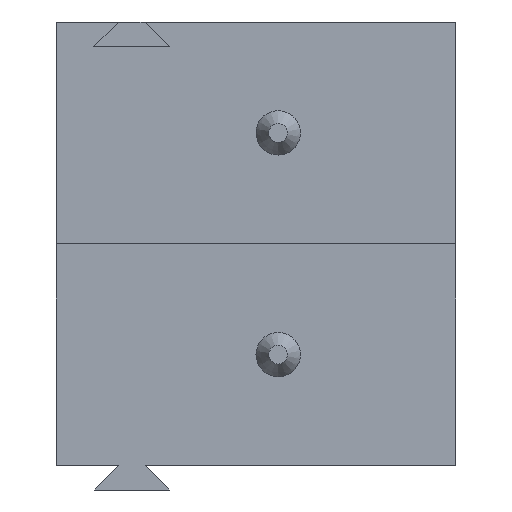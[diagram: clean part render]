
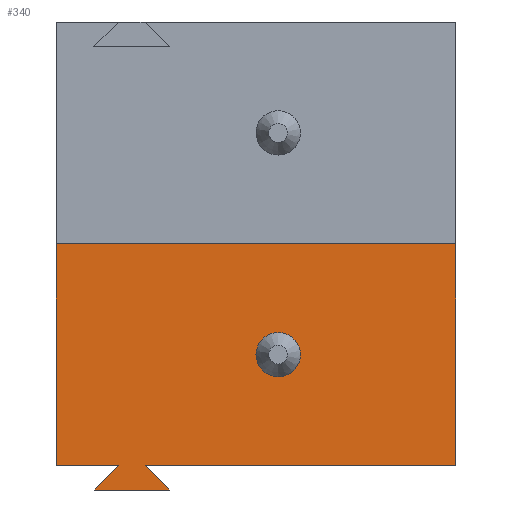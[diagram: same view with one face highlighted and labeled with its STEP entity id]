
A CAD part, front view. The second image highlights one B-rep face of the part: STEP entity #340.
In plain terms, the highlighted planar face has unit normal (0, -1, 0).
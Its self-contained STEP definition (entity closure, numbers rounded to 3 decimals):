
#340 = ADVANCED_FACE( '', ( #716, #717 ), #718, .T. );
#716 = FACE_OUTER_BOUND( '', #1112, .T. );
#717 = FACE_BOUND( '', #1113, .T. );
#718 = PLANE( '', #1114 );
#1112 = EDGE_LOOP( '', ( #1933, #1934, #1935, #1936, #1937, #1938, #1939, #1940 ) );
#1113 = EDGE_LOOP( '', ( #1941 ) );
#1114 = AXIS2_PLACEMENT_3D( '', #1942, #1943, #1944 );
#1933 = ORIENTED_EDGE( '', *, *, #2589, .T. );
#1934 = ORIENTED_EDGE( '', *, *, #2577, .T. );
#1935 = ORIENTED_EDGE( '', *, *, #2542, .T. );
#1936 = ORIENTED_EDGE( '', *, *, #2290, .F. );
#1937 = ORIENTED_EDGE( '', *, *, #2590, .T. );
#1938 = ORIENTED_EDGE( '', *, *, #2591, .T. );
#1939 = ORIENTED_EDGE( '', *, *, #2540, .T. );
#1940 = ORIENTED_EDGE( '', *, *, #2275, .F. );
#1941 = ORIENTED_EDGE( '', *, *, #2370, .F. );
#1942 = CARTESIAN_POINT( '', ( -9., 0., 5. ) );
#1943 = DIRECTION( '', ( 0., -1., 0. ) );
#1944 = DIRECTION( '', ( 0., 0., -1. ) );
#2275 = EDGE_CURVE( '', #2687, #2688, #2689, .T. );
#2290 = EDGE_CURVE( '', #2714, #2709, #2716, .T. );
#2370 = EDGE_CURVE( '', #2855, #2855, #2856, .T. );
#2540 = EDGE_CURVE( '', #3107, #2688, #3108, .T. );
#2542 = EDGE_CURVE( '', #3110, #2709, #3111, .T. );
#2577 = EDGE_CURVE( '', #3154, #3110, #3156, .T. );
#2589 = EDGE_CURVE( '', #2687, #3154, #3172, .T. );
#2590 = EDGE_CURVE( '', #2714, #3173, #3174, .T. );
#2591 = EDGE_CURVE( '', #3173, #3107, #3175, .T. );
#2687 = VERTEX_POINT( '', #3285 );
#2688 = VERTEX_POINT( '', #3286 );
#2689 = LINE( '', #3287, #3288 );
#2709 = VERTEX_POINT( '', #3315 );
#2714 = VERTEX_POINT( '', #3322 );
#2716 = LINE( '', #3325, #3326 );
#2855 = VERTEX_POINT( '', #3520 );
#2856 = CIRCLE( '', #3521, 0.5 );
#3107 = VERTEX_POINT( '', #3883 );
#3108 = LINE( '', #3884, #3885 );
#3110 = VERTEX_POINT( '', #3888 );
#3111 = LINE( '', #3889, #3890 );
#3154 = VERTEX_POINT( '', #3950 );
#3156 = LINE( '', #3953, #3954 );
#3172 = LINE( '', #3976, #3977 );
#3173 = VERTEX_POINT( '', #3978 );
#3174 = LINE( '', #3979, #3980 );
#3175 = LINE( '', #3981, #3982 );
#3285 = CARTESIAN_POINT( '', ( 0., 0., 0. ) );
#3286 = CARTESIAN_POINT( '', ( 0., 0., -5. ) );
#3287 = CARTESIAN_POINT( '', ( 0., 0., 10. ) );
#3288 = VECTOR( '', #4094, 1000. );
#3315 = CARTESIAN_POINT( '', ( -7.6, 0., -5. ) );
#3322 = CARTESIAN_POINT( '', ( -8.15, 0., -5.55 ) );
#3325 = CARTESIAN_POINT( '', ( -8.15, 0., -5.55 ) );
#3326 = VECTOR( '', #4111, 1000. );
#3520 = CARTESIAN_POINT( '', ( -4., 0., -3. ) );
#3521 = AXIS2_PLACEMENT_3D( '', #4194, #4195, #4196 );
#3883 = CARTESIAN_POINT( '', ( -7., 0., -5. ) );
#3884 = CARTESIAN_POINT( '', ( 9.524, 0., -5. ) );
#3885 = VECTOR( '', #4356, 1000. );
#3888 = CARTESIAN_POINT( '', ( -9., 0., -5. ) );
#3889 = CARTESIAN_POINT( '', ( 9.524, 0., -5. ) );
#3890 = VECTOR( '', #4358, 1000. );
#3950 = CARTESIAN_POINT( '', ( -9., 0., 0. ) );
#3953 = CARTESIAN_POINT( '', ( -9., 0., 10. ) );
#3954 = VECTOR( '', #4386, 1000. );
#3976 = CARTESIAN_POINT( '', ( -78.426, 0., 0. ) );
#3977 = VECTOR( '', #4399, 1000. );
#3978 = CARTESIAN_POINT( '', ( -6.45, 0., -5.55 ) );
#3979 = CARTESIAN_POINT( '', ( -8.15, 0., -5.55 ) );
#3980 = VECTOR( '', #4400, 1000. );
#3981 = CARTESIAN_POINT( '', ( -6.45, 0., -5.55 ) );
#3982 = VECTOR( '', #4401, 1000. );
#4094 = DIRECTION( '', ( 0., 0., -1. ) );
#4111 = DIRECTION( '', ( 0.707, 0., 0.707 ) );
#4194 = CARTESIAN_POINT( '', ( -4., 0., -2.5 ) );
#4195 = DIRECTION( '', ( 0., -1., 0. ) );
#4196 = DIRECTION( '', ( 0., 0., -1. ) );
#4356 = DIRECTION( '', ( 1., 0., 0. ) );
#4358 = DIRECTION( '', ( 1., 0., 0. ) );
#4386 = DIRECTION( '', ( 0., 0., -1. ) );
#4399 = DIRECTION( '', ( -1., 0., 0. ) );
#4400 = DIRECTION( '', ( 1., 0., 0. ) );
#4401 = DIRECTION( '', ( -0.707, 0., 0.707 ) );
